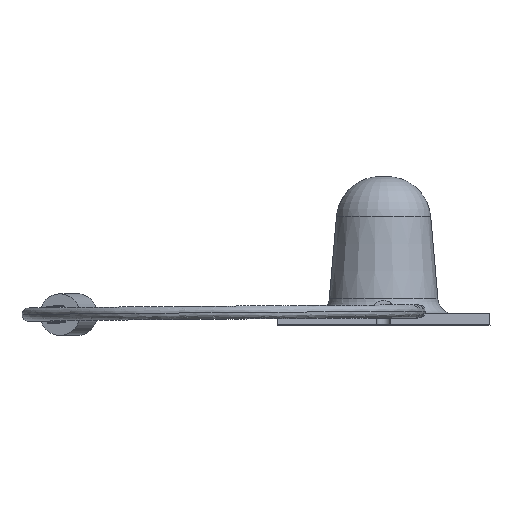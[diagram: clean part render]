
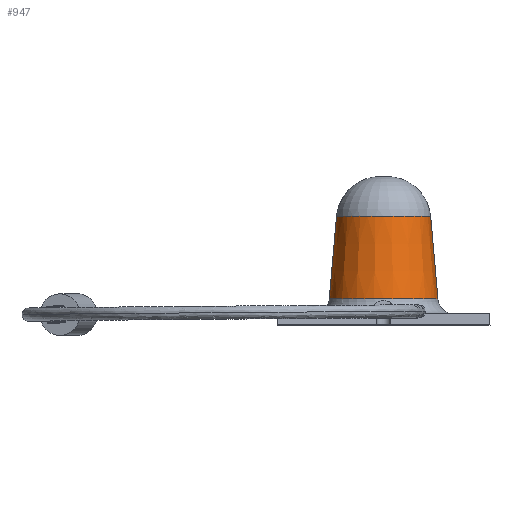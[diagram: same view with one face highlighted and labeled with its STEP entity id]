
A CAD part, top view. The second image highlights one B-rep face of the part: STEP entity #947.
In plain terms, the highlighted conical face has half-angle 5 degrees and reference radius 20.558 mm.
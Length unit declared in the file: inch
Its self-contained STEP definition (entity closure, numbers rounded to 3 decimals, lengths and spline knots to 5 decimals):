
#644 = VERTEX_POINT ( 'NONE', #2773 ) ;
#646 = VERTEX_POINT ( 'NONE', #2781 ) ;
#913 = EDGE_CURVE ( 'NONE', #969, #644, #4000, .T. ) ;
#915 = EDGE_LOOP ( 'NONE', ( #955, #948, #923, #957 ) ) ;
#923 = ORIENTED_EDGE ( 'NONE', *, *, #988, .T. ) ;
#947 = ADVANCED_FACE ( 'NONE', ( #3921 ), #3919, .T. ) ;
#948 = ORIENTED_EDGE ( 'NONE', *, *, #913, .T. ) ;
#955 = ORIENTED_EDGE ( 'NONE', *, *, #968, .F. ) ;
#957 = ORIENTED_EDGE ( 'NONE', *, *, #1056, .T. ) ;
#968 = EDGE_CURVE ( 'NONE', #969, #1060, #3972, .T. ) ;
#969 = VERTEX_POINT ( 'NONE', #3974 ) ;
#988 = EDGE_CURVE ( 'NONE', #644, #646, #3949, .T. ) ;
#1056 = EDGE_CURVE ( 'NONE', #646, #1060, #4295, .T. ) ;
#1060 = VERTEX_POINT ( 'NONE', #4387 ) ;
#2773 = CARTESIAN_POINT ( 'NONE',  ( 0.70191, -1.55007, 1.61665 ) ) ;
#2781 = CARTESIAN_POINT ( 'NONE',  ( -0.70191, -1.55007, 1.61665 ) ) ;
#3919 = CONICAL_SURFACE ( 'NONE', #4028, 0.80939, 0.087 ) ;
#3921 = FACE_OUTER_BOUND ( 'NONE', #915, .T. ) ;
#3933 = DIRECTION ( 'NONE',  ( 0., -1., 0. ) ) ;
#3934 = DIRECTION ( 'NONE',  ( 0., 0., -1. ) ) ;
#3949 = CIRCLE ( 'NONE', #3976, 0.70191 ) ;
#3963 = DIRECTION ( 'NONE',  ( -1., 0., 0. ) ) ;
#3972 = CIRCLE ( 'NONE', #4046, 0.80939 ) ;
#3974 = CARTESIAN_POINT ( 'NONE',  ( 0.80939, -1.55007, 0.38821 ) ) ;
#3976 = AXIS2_PLACEMENT_3D ( 'NONE', #4045, #3934, #3933 ) ;
#4000 = LINE ( 'NONE', #4055, #4066 ) ;
#4018 = DIRECTION ( 'NONE',  ( 0., 0., -1. ) ) ;
#4019 = CARTESIAN_POINT ( 'NONE',  ( 0., -1.55007, 0.38821 ) ) ;
#4028 = AXIS2_PLACEMENT_3D ( 'NONE', #4019, #4018, #3963 ) ;
#4042 = DIRECTION ( 'NONE',  ( -1., 0., 0. ) ) ;
#4043 = DIRECTION ( 'NONE',  ( 0., 0., -1. ) ) ;
#4044 = CARTESIAN_POINT ( 'NONE',  ( 0., -1.55007, 0.38821 ) ) ;
#4045 = CARTESIAN_POINT ( 'NONE',  ( 0., -1.55007, 1.61665 ) ) ;
#4046 = AXIS2_PLACEMENT_3D ( 'NONE', #4044, #4043, #4042 ) ;
#4055 = CARTESIAN_POINT ( 'NONE',  ( 0.65, -1.55007, 2.21 ) ) ;
#4065 = DIRECTION ( 'NONE',  ( -0.087, 0., 0.996 ) ) ;
#4066 = VECTOR ( 'NONE', #4065, 39.37008 ) ;
#4294 = VECTOR ( 'NONE', #4392, 39.37008 ) ;
#4295 = LINE ( 'NONE', #4393, #4294 ) ;
#4387 = CARTESIAN_POINT ( 'NONE',  ( -0.80939, -1.55007, 0.38821 ) ) ;
#4392 = DIRECTION ( 'NONE',  ( -0.087, 0., -0.996 ) ) ;
#4393 = CARTESIAN_POINT ( 'NONE',  ( -0.65, -1.55007, 2.21 ) ) ;
